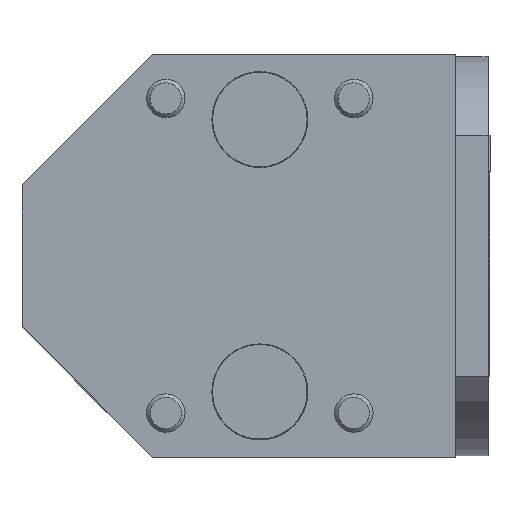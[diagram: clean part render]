
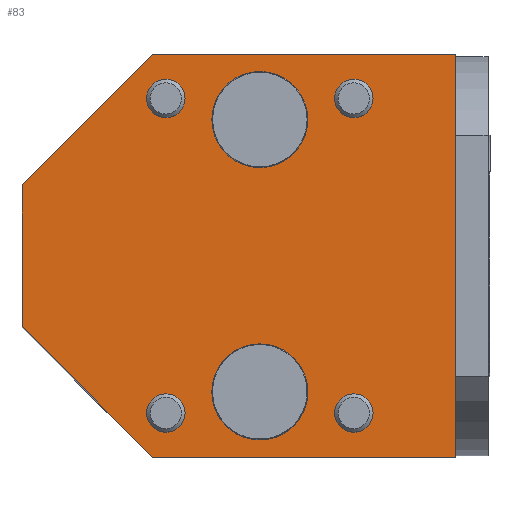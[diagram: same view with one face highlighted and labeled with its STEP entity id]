
A CAD part, top view. The second image highlights one B-rep face of the part: STEP entity #83.
In plain terms, the highlighted planar face has unit normal (0, 0, 1).
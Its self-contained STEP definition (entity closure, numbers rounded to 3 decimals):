
#83=ADVANCED_FACE('',(#185,#186,#187,#188,#189,#190,#191),#127,.T.);
#127=PLANE('',#689);
#148=CIRCLE('',#683,5.);
#149=CIRCLE('',#684,5.);
#150=CIRCLE('',#685,12.507);
#151=CIRCLE('',#686,5.);
#152=CIRCLE('',#687,12.507);
#153=CIRCLE('',#688,5.);
#185=FACE_BOUND('',#230,.T.);
#186=FACE_BOUND('',#231,.T.);
#187=FACE_BOUND('',#232,.T.);
#188=FACE_BOUND('',#233,.T.);
#189=FACE_BOUND('',#234,.T.);
#190=FACE_BOUND('',#235,.T.);
#191=FACE_BOUND('',#236,.T.);
#230=EDGE_LOOP('',(#312));
#231=EDGE_LOOP('',(#313));
#232=EDGE_LOOP('',(#314));
#233=EDGE_LOOP('',(#315));
#234=EDGE_LOOP('',(#316));
#235=EDGE_LOOP('',(#317));
#236=EDGE_LOOP('',(#318,#319,#320,#321,#322,#323));
#312=ORIENTED_EDGE('',*,*,#520,.F.);
#313=ORIENTED_EDGE('',*,*,#521,.F.);
#314=ORIENTED_EDGE('',*,*,#522,.F.);
#315=ORIENTED_EDGE('',*,*,#523,.F.);
#316=ORIENTED_EDGE('',*,*,#524,.F.);
#317=ORIENTED_EDGE('',*,*,#525,.F.);
#318=ORIENTED_EDGE('',*,*,#526,.T.);
#319=ORIENTED_EDGE('',*,*,#527,.T.);
#320=ORIENTED_EDGE('',*,*,#528,.F.);
#321=ORIENTED_EDGE('',*,*,#529,.F.);
#322=ORIENTED_EDGE('',*,*,#530,.F.);
#323=ORIENTED_EDGE('',*,*,#504,.T.);
#446=VERTEX_POINT('',#972);
#447=VERTEX_POINT('',#973);
#460=VERTEX_POINT('',#1005);
#461=VERTEX_POINT('',#1007);
#462=VERTEX_POINT('',#1009);
#463=VERTEX_POINT('',#1011);
#464=VERTEX_POINT('',#1013);
#465=VERTEX_POINT('',#1015);
#466=VERTEX_POINT('',#1017);
#467=VERTEX_POINT('',#1019);
#468=VERTEX_POINT('',#1021);
#469=VERTEX_POINT('',#1023);
#504=EDGE_CURVE('',#446,#447,#580,.T.);
#520=EDGE_CURVE('',#460,#460,#148,.T.);
#521=EDGE_CURVE('',#461,#461,#149,.T.);
#522=EDGE_CURVE('',#462,#462,#150,.T.);
#523=EDGE_CURVE('',#463,#463,#151,.T.);
#524=EDGE_CURVE('',#464,#464,#152,.T.);
#525=EDGE_CURVE('',#465,#465,#153,.T.);
#526=EDGE_CURVE('',#447,#466,#594,.T.);
#527=EDGE_CURVE('',#466,#467,#595,.T.);
#528=EDGE_CURVE('',#468,#467,#596,.T.);
#529=EDGE_CURVE('',#469,#468,#597,.T.);
#530=EDGE_CURVE('',#446,#469,#598,.T.);
#580=LINE('',#971,#618);
#594=LINE('',#1016,#632);
#595=LINE('',#1018,#633);
#596=LINE('',#1020,#634);
#597=LINE('',#1022,#635);
#598=LINE('',#1024,#636);
#618=VECTOR('',#767,1.);
#632=VECTOR('',#803,1.);
#633=VECTOR('',#804,1.);
#634=VECTOR('',#805,1.);
#635=VECTOR('',#806,1.);
#636=VECTOR('',#807,1.);
#683=AXIS2_PLACEMENT_3D('',#1004,#791,#792);
#684=AXIS2_PLACEMENT_3D('',#1006,#793,#794);
#685=AXIS2_PLACEMENT_3D('',#1008,#795,#796);
#686=AXIS2_PLACEMENT_3D('',#1010,#797,#798);
#687=AXIS2_PLACEMENT_3D('',#1012,#799,#800);
#688=AXIS2_PLACEMENT_3D('',#1014,#801,#802);
#689=AXIS2_PLACEMENT_3D('',#1025,#808,#809);
#767=DIRECTION('',(0.,1.,0.));
#791=DIRECTION('',(0.,0.,1.));
#792=DIRECTION('',(-1.,0.,0.));
#793=DIRECTION('',(0.,0.,1.));
#794=DIRECTION('',(-1.,0.,0.));
#795=DIRECTION('',(0.,0.,1.));
#796=DIRECTION('',(-1.,0.,0.));
#797=DIRECTION('',(0.,0.,1.));
#798=DIRECTION('',(-1.,0.,0.));
#799=DIRECTION('',(0.,0.,1.));
#800=DIRECTION('',(-1.,0.,0.));
#801=DIRECTION('',(0.,0.,1.));
#802=DIRECTION('',(-1.,0.,0.));
#803=DIRECTION('',(-1.,0.,0.));
#804=DIRECTION('',(-0.707,-0.707,0.));
#805=DIRECTION('',(0.,1.,0.));
#806=DIRECTION('',(-0.707,0.707,0.));
#807=DIRECTION('',(-1.,0.,0.));
#808=DIRECTION('',(0.,0.,1.));
#809=DIRECTION('',(1.,0.,0.));
#971=CARTESIAN_POINT('',(51.,0.,0.));
#972=CARTESIAN_POINT('',(51.,-52.5,0.));
#973=CARTESIAN_POINT('',(51.,52.5,0.));
#1004=CARTESIAN_POINT('',(24.5,-41.,0.));
#1005=CARTESIAN_POINT('',(19.5,-41.,0.));
#1006=CARTESIAN_POINT('',(-24.5,-41.,0.));
#1007=CARTESIAN_POINT('',(-29.5,-41.,0.));
#1008=CARTESIAN_POINT('',(0.,-35.5,0.));
#1009=CARTESIAN_POINT('',(-12.507,-35.5,0.));
#1010=CARTESIAN_POINT('',(-24.5,41.,0.));
#1011=CARTESIAN_POINT('',(-29.5,41.,0.));
#1012=CARTESIAN_POINT('',(0.,35.5,0.));
#1013=CARTESIAN_POINT('',(-12.507,35.5,0.));
#1014=CARTESIAN_POINT('',(24.5,41.,0.));
#1015=CARTESIAN_POINT('',(19.5,41.,0.));
#1016=CARTESIAN_POINT('',(51.,52.5,0.));
#1017=CARTESIAN_POINT('',(-28.,52.5,0.));
#1018=CARTESIAN_POINT('',(-28.,52.5,0.));
#1019=CARTESIAN_POINT('',(-62.,18.5,0.));
#1020=CARTESIAN_POINT('',(-62.,-18.5,0.));
#1021=CARTESIAN_POINT('',(-62.,-18.5,0.));
#1022=CARTESIAN_POINT('',(-28.,-52.5,0.));
#1023=CARTESIAN_POINT('',(-28.,-52.5,0.));
#1024=CARTESIAN_POINT('',(51.,-52.5,0.));
#1025=CARTESIAN_POINT('',(-62.,52.5,0.));
